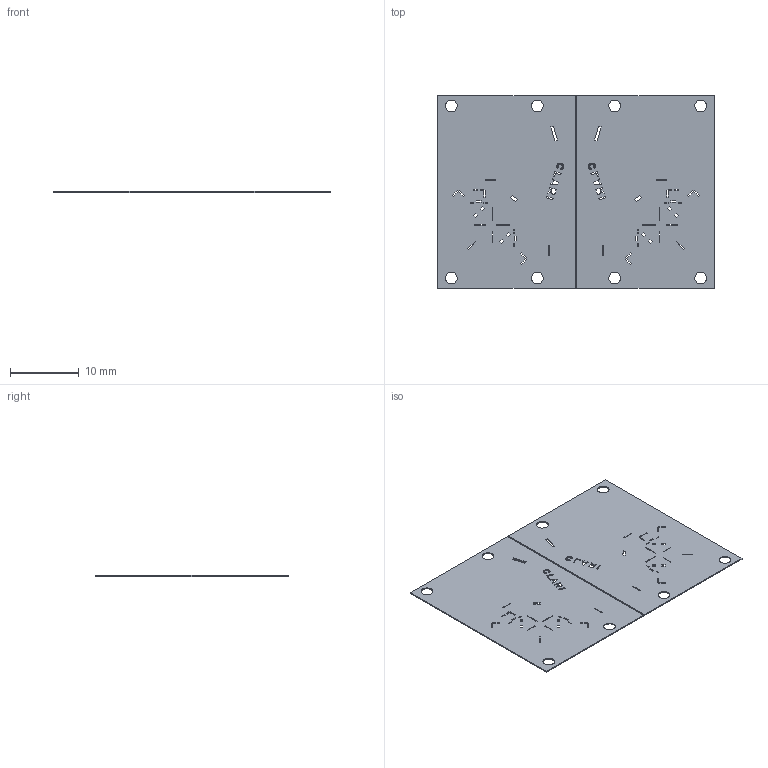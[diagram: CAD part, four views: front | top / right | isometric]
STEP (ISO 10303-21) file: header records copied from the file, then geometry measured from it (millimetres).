
FILE_DESCRIPTION(/* description */ (''),/* implementation_level */ '2;1');
FILE_NAME(/* name */ 'cut_joints_20211028.step',/* time_stamp */ '2021-10-28T14:00:18-06:00',/* author */ (''),/* organization */ (''),/* preprocessor_version */ 'ST-DEVELOPER v18.1',/* originating_system */ 'Autodesk Translation Framework v10.10.0.1391',/* authorisation */ '');
FILE_SCHEMA (('AUTOMOTIVE_DESIGN { 1 0 10303 214 3 1 1 }'));
Length unit declared in the file: millimetre
Products named in the file (3): a_Leg_2D_cut_20210727; FlexCutA; FlexCutB
Assembly tree (2 placements, depth 2):
  a_Leg_2D_cut_20210727
    FlexCutA
    FlexCutB
Bounding box: 40.2 x 28 x 0.15 mm (x, y, z)
Volume: 163.2 mm3; surface area: 2235.8 mm2
Topology: 2 solids, 2 shells, 336 faces, 996 edges, 652 vertices
Faces by surface type: plane 276, bspline 52, cylinder 8
Full cylindrical faces by diameter (mm): 1.7 x8
Entity records: 11853 total; most frequent: CARTESIAN_POINT 2873, ORIENTED_EDGE 1992, DIRECTION 1486, EDGE_CURVE 996, LINE 876, VECTOR 876, VERTEX_POINT 652, EDGE_LOOP 464
